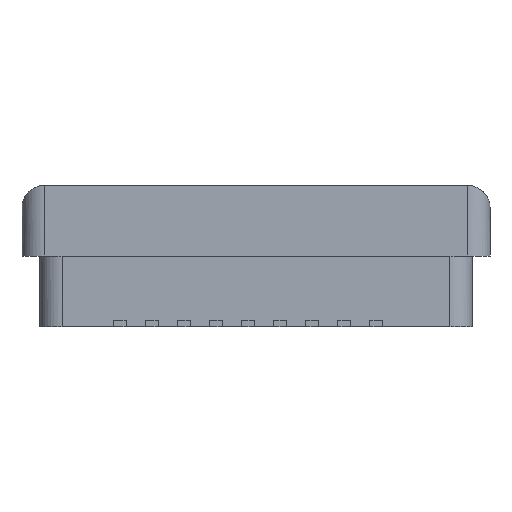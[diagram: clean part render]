
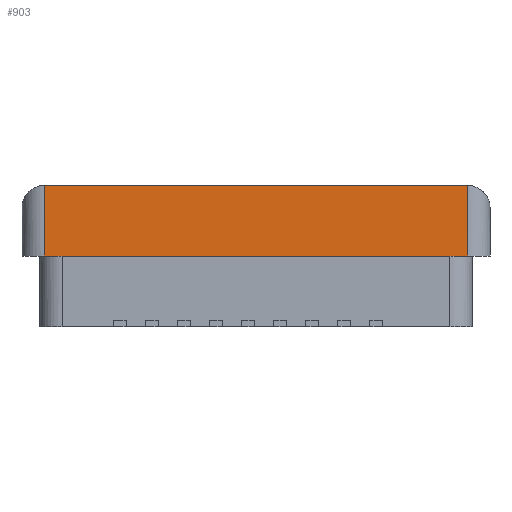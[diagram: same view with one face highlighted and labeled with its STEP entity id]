
A CAD part, front view. The second image highlights one B-rep face of the part: STEP entity #903.
In plain terms, the highlighted planar face has unit normal (0, -1, 0).
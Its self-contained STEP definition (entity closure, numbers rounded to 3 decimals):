
#63 = ORIENTED_EDGE ( 'NONE', *, *, #1101, .T. ) ;
#88 = VECTOR ( 'NONE', #3649, 1000. ) ;
#138 = CARTESIAN_POINT ( 'NONE',  ( 6.31, -0.95, 2.2 ) ) ;
#213 = EDGE_CURVE ( 'NONE', #2869, #861, #2110, .T. ) ;
#467 = EDGE_CURVE ( 'NONE', #822, #2869, #2864, .T. ) ;
#492 = CARTESIAN_POINT ( 'NONE',  ( -6.6, -0.95, 23.523 ) ) ;
#567 = ORIENTED_EDGE ( 'NONE', *, *, #2133, .T. ) ;
#634 = EDGE_LOOP ( 'NONE', ( #3084, #63, #567, #3996, #3736, #1338 ) ) ;
#655 = VERTEX_POINT ( 'NONE', #2962 ) ;
#822 = VERTEX_POINT ( 'NONE', #4524 ) ;
#861 = VERTEX_POINT ( 'NONE', #2077 ) ;
#894 = CARTESIAN_POINT ( 'NONE',  ( 7.3, -0.95, 4.4 ) ) ;
#903 = ADVANCED_FACE ( 'NONE', ( #3629 ), #2915, .F. ) ;
#1013 = EDGE_CURVE ( 'NONE', #655, #2918, #3935, .T. ) ;
#1084 = DIRECTION ( 'NONE',  ( 1., 0., 0. ) ) ;
#1101 = EDGE_CURVE ( 'NONE', #2918, #4123, #4099, .T. ) ;
#1272 = DIRECTION ( 'NONE',  ( 0., 0., -1. ) ) ;
#1296 = VECTOR ( 'NONE', #1272, 1000. ) ;
#1336 = VECTOR ( 'NONE', #1652, 1000. ) ;
#1338 = ORIENTED_EDGE ( 'NONE', *, *, #4187, .T. ) ;
#1414 = CARTESIAN_POINT ( 'NONE',  ( -6.6, -0.95, 2.2 ) ) ;
#1652 = DIRECTION ( 'NONE',  ( 1., 0., 0. ) ) ;
#1973 = DIRECTION ( 'NONE',  ( -1., 0., 0. ) ) ;
#2077 = CARTESIAN_POINT ( 'NONE',  ( 6.6, -0.95, 2.2 ) ) ;
#2110 = LINE ( 'NONE', #4607, #1336 ) ;
#2133 = EDGE_CURVE ( 'NONE', #4123, #822, #2815, .T. ) ;
#2225 = LINE ( 'NONE', #3986, #88 ) ;
#2787 = DIRECTION ( 'NONE',  ( 1., 0., 0. ) ) ;
#2815 = LINE ( 'NONE', #3164, #4241 ) ;
#2864 = LINE ( 'NONE', #3992, #3492 ) ;
#2869 = VERTEX_POINT ( 'NONE', #138 ) ;
#2915 = PLANE ( 'NONE',  #4521 ) ;
#2918 = VERTEX_POINT ( 'NONE', #3060 ) ;
#2962 = CARTESIAN_POINT ( 'NONE',  ( 6.6, -0.95, 4.4 ) ) ;
#3060 = CARTESIAN_POINT ( 'NONE',  ( -6.6, -0.95, 4.4 ) ) ;
#3084 = ORIENTED_EDGE ( 'NONE', *, *, #1013, .T. ) ;
#3164 = CARTESIAN_POINT ( 'NONE',  ( 7.3, -0.95, 2.2 ) ) ;
#3492 = VECTOR ( 'NONE', #1084, 1000. ) ;
#3629 = FACE_OUTER_BOUND ( 'NONE', #634, .T. ) ;
#3649 = DIRECTION ( 'NONE',  ( 0., 0., 1. ) ) ;
#3736 = ORIENTED_EDGE ( 'NONE', *, *, #213, .T. ) ;
#3935 = LINE ( 'NONE', #894, #3944 ) ;
#3944 = VECTOR ( 'NONE', #1973, 1000. ) ;
#3948 = CARTESIAN_POINT ( 'NONE',  ( 7.3, -0.95, 23.523 ) ) ;
#3986 = CARTESIAN_POINT ( 'NONE',  ( 6.6, -0.95, 23.523 ) ) ;
#3992 = CARTESIAN_POINT ( 'NONE',  ( 7.3, -0.95, 2.2 ) ) ;
#3996 = ORIENTED_EDGE ( 'NONE', *, *, #467, .T. ) ;
#4099 = LINE ( 'NONE', #492, #1296 ) ;
#4123 = VERTEX_POINT ( 'NONE', #1414 ) ;
#4187 = EDGE_CURVE ( 'NONE', #861, #655, #2225, .T. ) ;
#4241 = VECTOR ( 'NONE', #2787, 1000. ) ;
#4282 = DIRECTION ( 'NONE',  ( 0., 1., 0. ) ) ;
#4354 = DIRECTION ( 'NONE',  ( -1., 0., 0. ) ) ;
#4521 = AXIS2_PLACEMENT_3D ( 'NONE', #3948, #4282, #4354 ) ;
#4524 = CARTESIAN_POINT ( 'NONE',  ( -6.31, -0.95, 2.2 ) ) ;
#4607 = CARTESIAN_POINT ( 'NONE',  ( 7.3, -0.95, 2.2 ) ) ;
